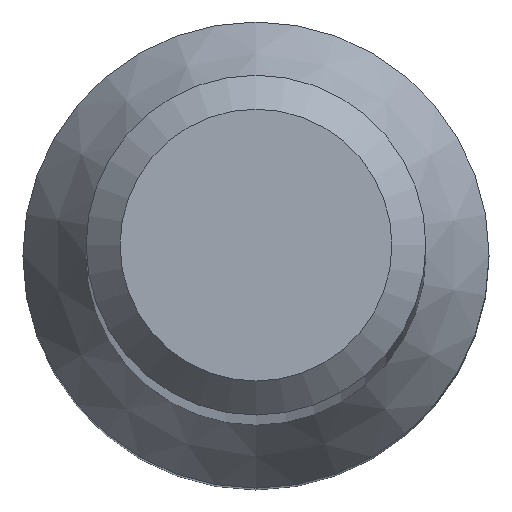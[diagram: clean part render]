
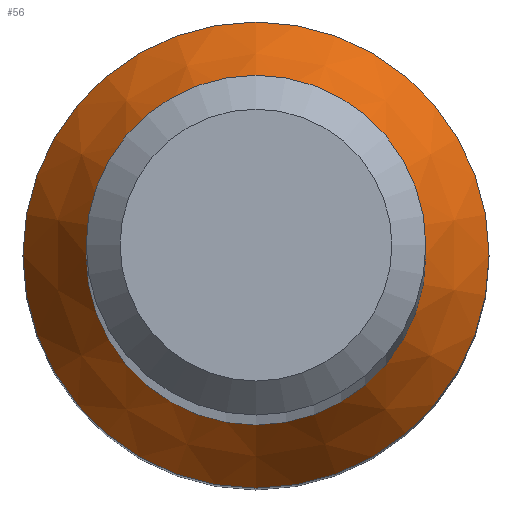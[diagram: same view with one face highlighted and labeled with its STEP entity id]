
A CAD part, top view. The second image highlights one B-rep face of the part: STEP entity #56.
In plain terms, the highlighted conical face has half-angle 30 degrees and reference radius 2.744 mm.
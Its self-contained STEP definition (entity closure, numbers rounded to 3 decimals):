
#1 = VERTEX_POINT ( 'NONE', #83 ) ;
#14 = EDGE_LOOP ( 'NONE', ( #181 ) ) ;
#36 = DIRECTION ( 'NONE',  ( 0., 0., -1. ) ) ;
#39 = EDGE_CURVE ( 'NONE', #59, #59, #184, .T. ) ;
#40 = DIRECTION ( 'NONE',  ( 0., 0., -1. ) ) ;
#47 = CONICAL_SURFACE ( 'NONE', #86, 2.744, 0.524 ) ;
#54 = AXIS2_PLACEMENT_3D ( 'NONE', #207, #40, #111 ) ;
#56 = ADVANCED_FACE ( 'NONE', ( #239, #168 ), #47, .T. ) ;
#57 = CARTESIAN_POINT ( 'NONE',  ( 0., 2.744, 12.703 ) ) ;
#59 = VERTEX_POINT ( 'NONE', #57 ) ;
#83 = CARTESIAN_POINT ( 'NONE',  ( 0., 2., 13.992 ) ) ;
#86 = AXIS2_PLACEMENT_3D ( 'NONE', #202, #36, #130 ) ;
#92 = DIRECTION ( 'NONE',  ( 0., 1., 0. ) ) ;
#97 = EDGE_CURVE ( 'NONE', #1, #1, #164, .T. ) ;
#98 = AXIS2_PLACEMENT_3D ( 'NONE', #131, #204, #92 ) ;
#111 = DIRECTION ( 'NONE',  ( 0., 1., 0. ) ) ;
#130 = DIRECTION ( 'NONE',  ( 0., 1., 0. ) ) ;
#131 = CARTESIAN_POINT ( 'NONE',  ( 0., 0., 12.703 ) ) ;
#164 = CIRCLE ( 'NONE', #54, 2. ) ;
#168 = FACE_OUTER_BOUND ( 'NONE', #177, .T. ) ;
#177 = EDGE_LOOP ( 'NONE', ( #206 ) ) ;
#181 = ORIENTED_EDGE ( 'NONE', *, *, #97, .T. ) ;
#184 = CIRCLE ( 'NONE', #98, 2.744 ) ;
#202 = CARTESIAN_POINT ( 'NONE',  ( 0., 0., 12.703 ) ) ;
#204 = DIRECTION ( 'NONE',  ( 0., 0., -1. ) ) ;
#206 = ORIENTED_EDGE ( 'NONE', *, *, #39, .F. ) ;
#207 = CARTESIAN_POINT ( 'NONE',  ( 0., 0., 13.992 ) ) ;
#239 = FACE_BOUND ( 'NONE', #14, .T. ) ;
